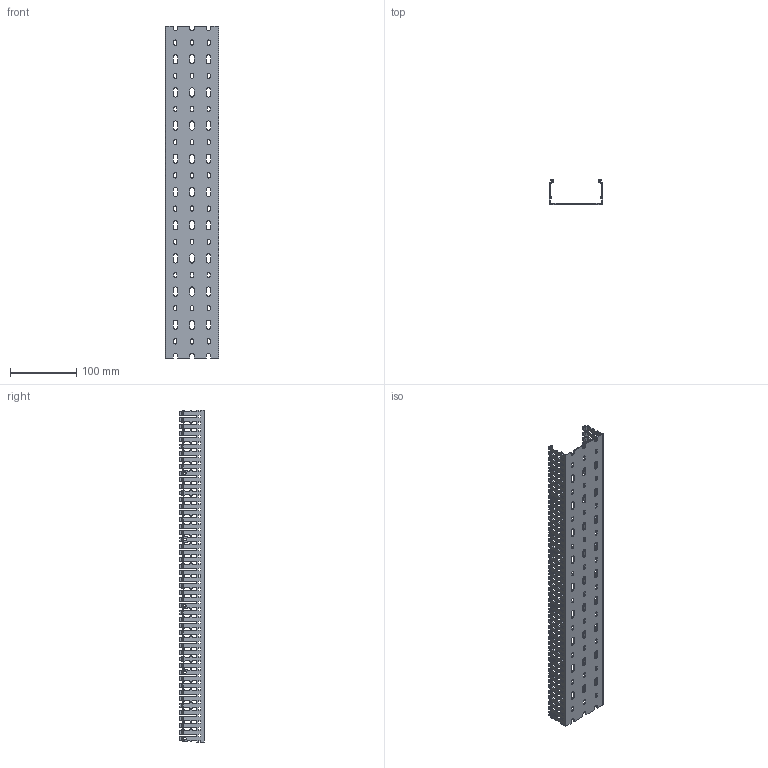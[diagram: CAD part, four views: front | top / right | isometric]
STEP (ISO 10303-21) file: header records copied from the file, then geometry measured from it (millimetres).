
FILE_DESCRIPTION (( 'STEP AP214' ), '1' );
FILE_NAME ('盷贄鍧闉鍕_RL_Corpo_T1_E_080x040.STEP', '2018-11-14T08:39:23', ( '' ), ( '' ), 'SwSTEP 2.0', 'SolidWorks 2016', '' );
FILE_SCHEMA (( 'AUTOMOTIVE_DESIGN' ));
Products named in the file (1): 盷贄鍧闉鍕_RL_Corpo_T1_E_080x040
Bounding box: 80 x 37.47 x 500 mm (x, y, z)
Volume: 92098.7 mm3; surface area: 147577.2 mm2
Topology: 1 solids, 1 shells, 4552 faces, 13680 edges, 9120 vertices
Faces by surface type: cylinder 2570, plane 1982
Full cylindrical faces by diameter (mm): 4 x10
Entity records: 159906 total; most frequent: CARTESIAN_POINT 37421, ORIENTED_EDGE 27320, DIRECTION 24656, EDGE_CURVE 13660, VERTEX_POINT 9110, AXIS2_PLACEMENT_3D 8473, VECTOR 7710, LINE 7710
